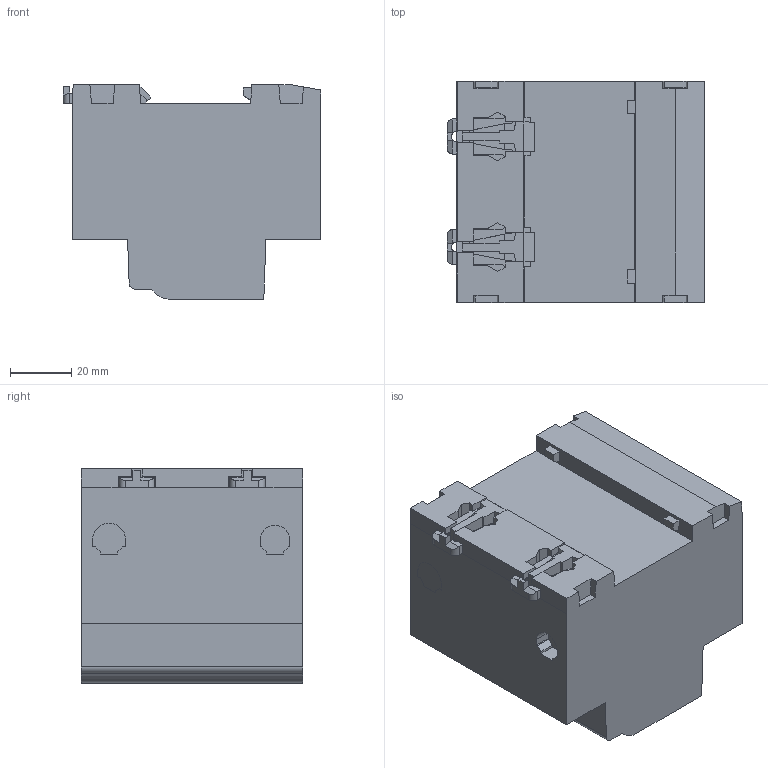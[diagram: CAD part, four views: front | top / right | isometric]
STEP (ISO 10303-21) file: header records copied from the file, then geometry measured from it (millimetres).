
FILE_DESCRIPTION((''),'2;1');
FILE_NAME('SB111474_3D-SIMPLIFIED_ASM','2015-01-27T',('mcordero'),(''),'PRO/ENGINEER BY PARAMETRIC TECHNOLOGY CORPORATION, 2009280','PRO/ENGINEER BY PARAMETRIC TECHNOLOGY CORPORATION, 2009280','');
FILE_SCHEMA(('CONFIG_CONTROL_DESIGN'));
Length unit declared in the file: millimetre
Products named in the file (6): CORPS; CAPUCHON; VIS; AGRAPHE; SB111474_3D-SIMPLIFIED-1_ASM; SB111474_3D-SIMPLIFIED_ASM
Assembly tree (10 placements, depth 3):
  SB111474_3D-SIMPLIFIED_ASM
    SB111474_3D-SIMPLIFIED-1_ASM
      CORPS
      CAPUCHON
      VIS  x5
      AGRAPHE  x2
Bounding box: 83.89 x 72 x 69.79 mm (x, y, z)
Volume: 332643.4 mm3; surface area: 39697.5 mm2
Topology: 9 solids, 9 shells, 430 faces, 1136 edges, 748 vertices
Faces by surface type: plane 360, cylinder 70
Entity records: 9356 total; most frequent: CARTESIAN_POINT 1645, ORIENTED_EDGE 1576, DIRECTION 1536, EDGE_CURVE 788, VECTOR 684, LINE 684, VERTEX_POINT 516, AXIS2_PLACEMENT_3D 426
